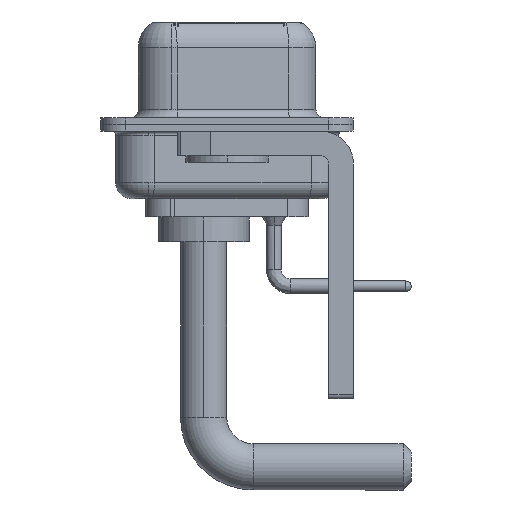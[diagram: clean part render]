
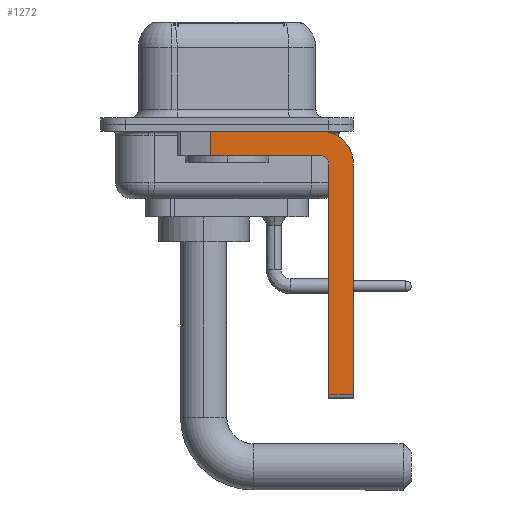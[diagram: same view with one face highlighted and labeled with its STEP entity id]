
A CAD part, left-side view. The second image highlights one B-rep face of the part: STEP entity #1272.
In plain terms, the highlighted planar face has unit normal (-1, 0, 0).
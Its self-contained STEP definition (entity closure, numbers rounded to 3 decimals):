
#118 = CIRCLE ( 'NONE', #17138, 0.5 ) ;
#185 = CARTESIAN_POINT ( 'NONE',  ( -2.9, -5.65, -2.4 ) ) ;
#330 = LINE ( 'NONE', #8435, #20817 ) ;
#355 = ORIENTED_EDGE ( 'NONE', *, *, #15365, .F. ) ;
#400 = VERTEX_POINT ( 'NONE', #12920 ) ;
#592 = AXIS2_PLACEMENT_3D ( 'NONE', #20179, #11184, #17961 ) ;
#849 = CARTESIAN_POINT ( 'NONE',  ( -2.9, 0.978, -0.4 ) ) ;
#1272 = ADVANCED_FACE ( 'NONE', ( #1530 ), #6619, .F. ) ;
#1530 = FACE_OUTER_BOUND ( 'NONE', #17481, .T. ) ;
#1641 = ORIENTED_EDGE ( 'NONE', *, *, #10214, .F. ) ;
#2081 = VERTEX_POINT ( 'NONE', #849 ) ;
#2587 = DIRECTION ( 'NONE',  ( 0., 0., -1. ) ) ;
#2599 = EDGE_CURVE ( 'NONE', #5752, #13951, #4386, .T. ) ;
#2602 = AXIS2_PLACEMENT_3D ( 'NONE', #3806, #10906, #2587 ) ;
#2967 = VECTOR ( 'NONE', #4290, 1000. ) ;
#3408 = CARTESIAN_POINT ( 'NONE',  ( -2.9, -6.15, -16.35 ) ) ;
#3806 = CARTESIAN_POINT ( 'NONE',  ( -2.9, -5.65, -2.4 ) ) ;
#4283 = ORIENTED_EDGE ( 'NONE', *, *, #18414, .F. ) ;
#4290 = DIRECTION ( 'NONE',  ( 0., -1., 0. ) ) ;
#4386 = CIRCLE ( 'NONE', #2602, 2. ) ;
#5337 = CARTESIAN_POINT ( 'NONE',  ( -2.9, -5.65, -1.9 ) ) ;
#5737 = EDGE_CURVE ( 'NONE', #6182, #400, #8871, .T. ) ;
#5752 = VERTEX_POINT ( 'NONE', #7206 ) ;
#6182 = VERTEX_POINT ( 'NONE', #3408 ) ;
#6493 = VERTEX_POINT ( 'NONE', #14460 ) ;
#6532 = LINE ( 'NONE', #13299, #21171 ) ;
#6619 = PLANE ( 'NONE',  #592 ) ;
#6832 = CARTESIAN_POINT ( 'NONE',  ( -2.9, -7.65, -2.4 ) ) ;
#6948 = DIRECTION ( 'NONE',  ( -1., 0., 0. ) ) ;
#6979 = ORIENTED_EDGE ( 'NONE', *, *, #12222, .T. ) ;
#7206 = CARTESIAN_POINT ( 'NONE',  ( -2.9, -5.65, -0.4 ) ) ;
#7615 = LINE ( 'NONE', #19495, #2967 ) ;
#7850 = LINE ( 'NONE', #17848, #21398 ) ;
#7982 = LINE ( 'NONE', #16530, #15702 ) ;
#7997 = ORIENTED_EDGE ( 'NONE', *, *, #2599, .F. ) ;
#8435 = CARTESIAN_POINT ( 'NONE',  ( -2.9, -5.65, -1.9 ) ) ;
#8484 = VECTOR ( 'NONE', #17431, 1000. ) ;
#8871 = LINE ( 'NONE', #17753, #8484 ) ;
#9395 = DIRECTION ( 'NONE',  ( 0., 0., -1. ) ) ;
#9530 = DIRECTION ( 'NONE',  ( 0., 0., -1. ) ) ;
#10214 = EDGE_CURVE ( 'NONE', #13951, #16434, #7982, .T. ) ;
#10718 = EDGE_CURVE ( 'NONE', #2081, #6493, #7850, .T. ) ;
#10906 = DIRECTION ( 'NONE',  ( 1., 0., 0. ) ) ;
#11184 = DIRECTION ( 'NONE',  ( 1., 0., 0. ) ) ;
#11995 = EDGE_CURVE ( 'NONE', #400, #21426, #118, .T. ) ;
#12222 = EDGE_CURVE ( 'NONE', #6182, #16434, #7615, .T. ) ;
#12920 = CARTESIAN_POINT ( 'NONE',  ( -2.9, -6.15, -2.4 ) ) ;
#13299 = CARTESIAN_POINT ( 'NONE',  ( -2.9, 3., -0.4 ) ) ;
#13951 = VERTEX_POINT ( 'NONE', #6832 ) ;
#14460 = CARTESIAN_POINT ( 'NONE',  ( -2.9, 0.978, -1.9 ) ) ;
#14695 = ORIENTED_EDGE ( 'NONE', *, *, #11995, .F. ) ;
#15365 = EDGE_CURVE ( 'NONE', #21426, #6493, #330, .T. ) ;
#15702 = VECTOR ( 'NONE', #9530, 1000. ) ;
#16354 = ORIENTED_EDGE ( 'NONE', *, *, #10718, .T. ) ;
#16434 = VERTEX_POINT ( 'NONE', #21118 ) ;
#16530 = CARTESIAN_POINT ( 'NONE',  ( -2.9, -7.65, -2.4 ) ) ;
#16536 = ORIENTED_EDGE ( 'NONE', *, *, #5737, .F. ) ;
#17138 = AXIS2_PLACEMENT_3D ( 'NONE', #185, #6948, #20505 ) ;
#17431 = DIRECTION ( 'NONE',  ( 0., 0., 1. ) ) ;
#17481 = EDGE_LOOP ( 'NONE', ( #4283, #16354, #355, #14695, #16536, #6979, #1641, #7997 ) ) ;
#17753 = CARTESIAN_POINT ( 'NONE',  ( -2.9, -6.15, -16.6 ) ) ;
#17848 = CARTESIAN_POINT ( 'NONE',  ( -2.9, 0.978, -1.9 ) ) ;
#17961 = DIRECTION ( 'NONE',  ( 0., 0., -1. ) ) ;
#18414 = EDGE_CURVE ( 'NONE', #2081, #5752, #6532, .T. ) ;
#19495 = CARTESIAN_POINT ( 'NONE',  ( -2.9, -5.65, -16.35 ) ) ;
#20179 = CARTESIAN_POINT ( 'NONE',  ( -2.9, -5.65, -2.4 ) ) ;
#20338 = DIRECTION ( 'NONE',  ( 0., 1., 0. ) ) ;
#20505 = DIRECTION ( 'NONE',  ( 0., 0., 1. ) ) ;
#20633 = DIRECTION ( 'NONE',  ( 0., -1., 0. ) ) ;
#20817 = VECTOR ( 'NONE', #20338, 1000. ) ;
#21118 = CARTESIAN_POINT ( 'NONE',  ( -2.9, -7.65, -16.35 ) ) ;
#21171 = VECTOR ( 'NONE', #20633, 1000. ) ;
#21398 = VECTOR ( 'NONE', #9395, 1000. ) ;
#21426 = VERTEX_POINT ( 'NONE', #5337 ) ;
